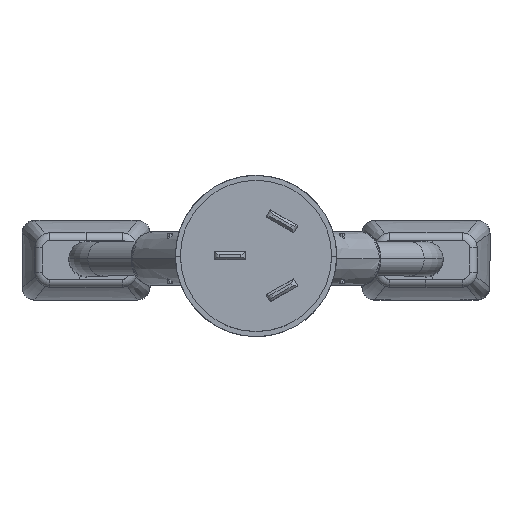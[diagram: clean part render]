
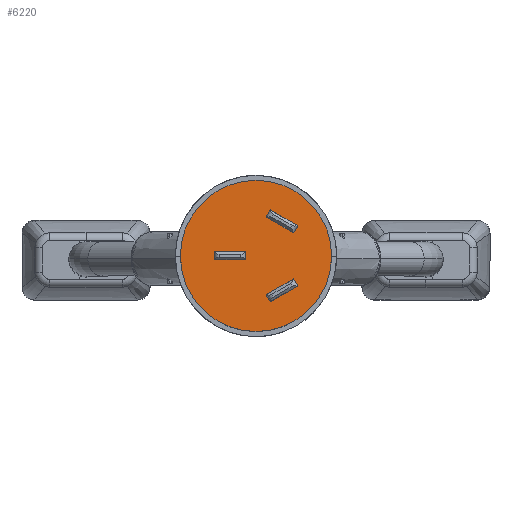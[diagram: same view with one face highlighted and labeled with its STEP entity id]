
A CAD part, top view. The second image highlights one B-rep face of the part: STEP entity #6220.
In plain terms, the highlighted planar face has unit normal (0, 0, 1).
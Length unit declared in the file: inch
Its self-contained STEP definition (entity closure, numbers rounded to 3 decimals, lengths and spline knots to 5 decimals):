
#82 = EDGE_LOOP ( 'NONE', ( #16614, #4723 ) ) ;
#140 = AXIS2_PLACEMENT_3D ( 'NONE', #16160, #4586, #8725 ) ;
#180 = DIRECTION ( 'NONE',  ( -0.866, -0.5, 0. ) ) ;
#335 = CARTESIAN_POINT ( 'NONE',  ( -0.1804, -0.29441, 0. ) ) ;
#386 = CARTESIAN_POINT ( 'NONE',  ( 0.30442, -0.07961, 0. ) ) ;
#427 = LINE ( 'NONE', #5556, #16335 ) ;
#528 = LINE ( 'NONE', #13352, #2587 ) ;
#603 = VECTOR ( 'NONE', #12187, 39.37008 ) ;
#777 = CARTESIAN_POINT ( 'NONE',  ( 0.1804, -0.29441, 0. ) ) ;
#877 = FACE_OUTER_BOUND ( 'NONE', #82, .T. ) ;
#1454 = CARTESIAN_POINT ( 'NONE',  ( -0.35897, -0.1111, 0. ) ) ;
#1479 = EDGE_CURVE ( 'NONE', #8159, #9606, #11085, .T. ) ;
#1546 = CIRCLE ( 'NONE', #8259, 0.59055 ) ;
#1690 = DIRECTION ( 'NONE',  ( -0.5, 0.866, 0. ) ) ;
#1705 = CARTESIAN_POINT ( 'NONE',  ( 0.59055, 0., 0. ) ) ;
#1734 = DIRECTION ( 'NONE',  ( 1., 0., 0. ) ) ;
#2009 = VECTOR ( 'NONE', #4740, 39.37008 ) ;
#2076 = VERTEX_POINT ( 'NONE', #7758 ) ;
#2130 = ORIENTED_EDGE ( 'NONE', *, *, #12873, .F. ) ;
#2220 = EDGE_CURVE ( 'NONE', #14630, #4356, #6839, .T. ) ;
#2522 = DIRECTION ( 'NONE',  ( 0.866, 0.5, 0. ) ) ;
#2587 = VECTOR ( 'NONE', #6867, 39.37008 ) ;
#2770 = LINE ( 'NONE', #6320, #10095 ) ;
#2821 = CARTESIAN_POINT ( 'NONE',  ( 0.0315, 0.32677, 0. ) ) ;
#3262 = ORIENTED_EDGE ( 'NONE', *, *, #15109, .F. ) ;
#3289 = DIRECTION ( 'NONE',  ( 1., 0., 0. ) ) ;
#3581 = PLANE ( 'NONE',  #140 ) ;
#3678 = CARTESIAN_POINT ( 'NONE',  ( -0.30442, -0.07961, 0. ) ) ;
#4158 = VERTEX_POINT ( 'NONE', #1705 ) ;
#4276 = ORIENTED_EDGE ( 'NONE', *, *, #2220, .F. ) ;
#4356 = VERTEX_POINT ( 'NONE', #3678 ) ;
#4429 = ORIENTED_EDGE ( 'NONE', *, *, #15601, .F. ) ;
#4437 = CIRCLE ( 'NONE', #13865, 0.59055 ) ;
#4464 = EDGE_CURVE ( 'NONE', #4158, #10668, #1546, .T. ) ;
#4573 = EDGE_CURVE ( 'NONE', #12576, #16282, #14013, .T. ) ;
#4586 = DIRECTION ( 'NONE',  ( 0., 0., -1. ) ) ;
#4723 = ORIENTED_EDGE ( 'NONE', *, *, #5267, .T. ) ;
#4740 = DIRECTION ( 'NONE',  ( -0.5, -0.866, 0. ) ) ;
#5064 = EDGE_CURVE ( 'NONE', #7003, #14630, #2770, .T. ) ;
#5169 = VECTOR ( 'NONE', #12276, 39.37008 ) ;
#5212 = CARTESIAN_POINT ( 'NONE',  ( -0.0315, 0.07874, 0. ) ) ;
#5217 = EDGE_LOOP ( 'NONE', ( #3262, #2130, #6824, #10087 ) ) ;
#5267 = EDGE_CURVE ( 'NONE', #10668, #4158, #4437, .T. ) ;
#5294 = DIRECTION ( 'NONE',  ( 1., 0., 0. ) ) ;
#5556 = CARTESIAN_POINT ( 'NONE',  ( 0.23495, -0.3259, 0. ) ) ;
#5684 = VECTOR ( 'NONE', #9174, 39.37008 ) ;
#5740 = CARTESIAN_POINT ( 'NONE',  ( 0., 0., 0. ) ) ;
#5848 = FACE_BOUND ( 'NONE', #6209, .T. ) ;
#6008 = LINE ( 'NONE', #16316, #2009 ) ;
#6133 = LINE ( 'NONE', #11182, #5169 ) ;
#6209 = EDGE_LOOP ( 'NONE', ( #12931, #11751, #4429, #4276 ) ) ;
#6220 = ADVANCED_FACE ( 'NONE', ( #11158, #877, #5848, #10988 ), #3581, .F. ) ;
#6320 = CARTESIAN_POINT ( 'NONE',  ( -0.23495, -0.3259, 0. ) ) ;
#6357 = EDGE_CURVE ( 'NONE', #9126, #7003, #528, .T. ) ;
#6650 = CARTESIAN_POINT ( 'NONE',  ( -0.0315, 0.32677, 0. ) ) ;
#6759 = EDGE_CURVE ( 'NONE', #11447, #12576, #427, .T. ) ;
#6824 = ORIENTED_EDGE ( 'NONE', *, *, #4573, .F. ) ;
#6839 = LINE ( 'NONE', #335, #11927 ) ;
#6867 = DIRECTION ( 'NONE',  ( 0.5, -0.866, 0. ) ) ;
#7003 = VERTEX_POINT ( 'NONE', #11994 ) ;
#7129 = CARTESIAN_POINT ( 'NONE',  ( 0.0315, 0.32677, 0. ) ) ;
#7191 = VECTOR ( 'NONE', #13838, 39.37008 ) ;
#7648 = CARTESIAN_POINT ( 'NONE',  ( -0.1804, -0.29441, 0. ) ) ;
#7758 = CARTESIAN_POINT ( 'NONE',  ( -0.0315, 0.32677, 0. ) ) ;
#8159 = VERTEX_POINT ( 'NONE', #13839 ) ;
#8259 = AXIS2_PLACEMENT_3D ( 'NONE', #5740, #14841, #3289 ) ;
#8387 = ORIENTED_EDGE ( 'NONE', *, *, #15288, .F. ) ;
#8578 = VECTOR ( 'NONE', #5294, 39.37008 ) ;
#8707 = DIRECTION ( 'NONE',  ( 0.866, -0.5, 0. ) ) ;
#8725 = DIRECTION ( 'NONE',  ( -1., 0., 0. ) ) ;
#9126 = VERTEX_POINT ( 'NONE', #14168 ) ;
#9174 = DIRECTION ( 'NONE',  ( -1., 0., 0. ) ) ;
#9606 = VERTEX_POINT ( 'NONE', #2821 ) ;
#9803 = EDGE_CURVE ( 'NONE', #9606, #2076, #10436, .T. ) ;
#9975 = VERTEX_POINT ( 'NONE', #13706 ) ;
#10087 = ORIENTED_EDGE ( 'NONE', *, *, #6759, .F. ) ;
#10095 = VECTOR ( 'NONE', #2522, 39.37008 ) ;
#10436 = LINE ( 'NONE', #6650, #5684 ) ;
#10466 = VECTOR ( 'NONE', #180, 39.37008 ) ;
#10551 = ORIENTED_EDGE ( 'NONE', *, *, #1479, .F. ) ;
#10668 = VERTEX_POINT ( 'NONE', #10965 ) ;
#10965 = CARTESIAN_POINT ( 'NONE',  ( -0.59055, 0., 0. ) ) ;
#10988 = FACE_BOUND ( 'NONE', #14204, .T. ) ;
#11078 = CARTESIAN_POINT ( 'NONE',  ( 0.35897, -0.1111, 0. ) ) ;
#11085 = LINE ( 'NONE', #7129, #603 ) ;
#11123 = DIRECTION ( 'NONE',  ( 0.5, 0.866, 0. ) ) ;
#11158 = FACE_BOUND ( 'NONE', #5217, .T. ) ;
#11182 = CARTESIAN_POINT ( 'NONE',  ( -0.0315, 0.32677, 0. ) ) ;
#11394 = CARTESIAN_POINT ( 'NONE',  ( 0.30442, -0.07961, 0. ) ) ;
#11447 = VERTEX_POINT ( 'NONE', #12792 ) ;
#11686 = CARTESIAN_POINT ( 'NONE',  ( 0.1804, -0.29441, 0. ) ) ;
#11751 = ORIENTED_EDGE ( 'NONE', *, *, #6357, .F. ) ;
#11853 = DIRECTION ( 'NONE',  ( 0., 0., 1. ) ) ;
#11927 = VECTOR ( 'NONE', #1690, 39.37008 ) ;
#11994 = CARTESIAN_POINT ( 'NONE',  ( -0.23495, -0.3259, 0. ) ) ;
#12097 = CARTESIAN_POINT ( 'NONE',  ( 0., 0., 0. ) ) ;
#12187 = DIRECTION ( 'NONE',  ( 0., 1., 0. ) ) ;
#12276 = DIRECTION ( 'NONE',  ( 0., -1., 0. ) ) ;
#12576 = VERTEX_POINT ( 'NONE', #11078 ) ;
#12792 = CARTESIAN_POINT ( 'NONE',  ( 0.23495, -0.3259, 0. ) ) ;
#12873 = EDGE_CURVE ( 'NONE', #16282, #13490, #6008, .T. ) ;
#12931 = ORIENTED_EDGE ( 'NONE', *, *, #5064, .F. ) ;
#12965 = ORIENTED_EDGE ( 'NONE', *, *, #9803, .F. ) ;
#13063 = LINE ( 'NONE', #5212, #8578 ) ;
#13080 = LINE ( 'NONE', #1454, #10466 ) ;
#13352 = CARTESIAN_POINT ( 'NONE',  ( -0.23495, -0.3259, 0. ) ) ;
#13418 = EDGE_CURVE ( 'NONE', #2076, #9975, #6133, .T. ) ;
#13490 = VERTEX_POINT ( 'NONE', #11686 ) ;
#13515 = LINE ( 'NONE', #777, #16402 ) ;
#13706 = CARTESIAN_POINT ( 'NONE',  ( -0.0315, 0.07874, 0. ) ) ;
#13838 = DIRECTION ( 'NONE',  ( -0.866, 0.5, 0. ) ) ;
#13839 = CARTESIAN_POINT ( 'NONE',  ( 0.0315, 0.07874, 0. ) ) ;
#13865 = AXIS2_PLACEMENT_3D ( 'NONE', #12097, #11853, #1734 ) ;
#14013 = LINE ( 'NONE', #11394, #7191 ) ;
#14168 = CARTESIAN_POINT ( 'NONE',  ( -0.35897, -0.1111, 0. ) ) ;
#14204 = EDGE_LOOP ( 'NONE', ( #16488, #12965, #10551, #8387 ) ) ;
#14630 = VERTEX_POINT ( 'NONE', #7648 ) ;
#14841 = DIRECTION ( 'NONE',  ( 0., 0., 1. ) ) ;
#15109 = EDGE_CURVE ( 'NONE', #13490, #11447, #13515, .T. ) ;
#15288 = EDGE_CURVE ( 'NONE', #9975, #8159, #13063, .T. ) ;
#15601 = EDGE_CURVE ( 'NONE', #4356, #9126, #13080, .T. ) ;
#16160 = CARTESIAN_POINT ( 'NONE',  ( 0., 0., 0. ) ) ;
#16282 = VERTEX_POINT ( 'NONE', #386 ) ;
#16316 = CARTESIAN_POINT ( 'NONE',  ( 0.1804, -0.29441, 0. ) ) ;
#16335 = VECTOR ( 'NONE', #11123, 39.37008 ) ;
#16402 = VECTOR ( 'NONE', #8707, 39.37008 ) ;
#16488 = ORIENTED_EDGE ( 'NONE', *, *, #13418, .F. ) ;
#16614 = ORIENTED_EDGE ( 'NONE', *, *, #4464, .T. ) ;
